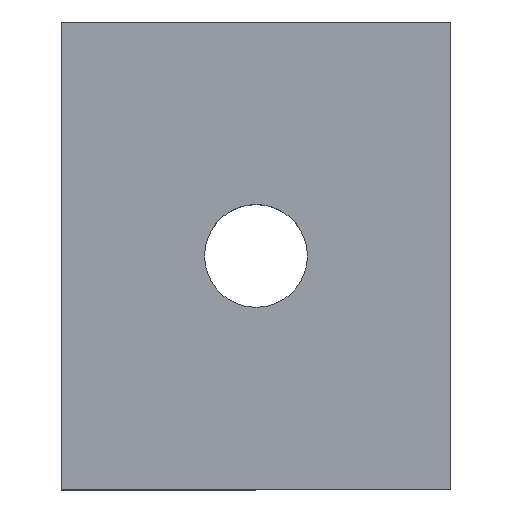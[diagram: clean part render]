
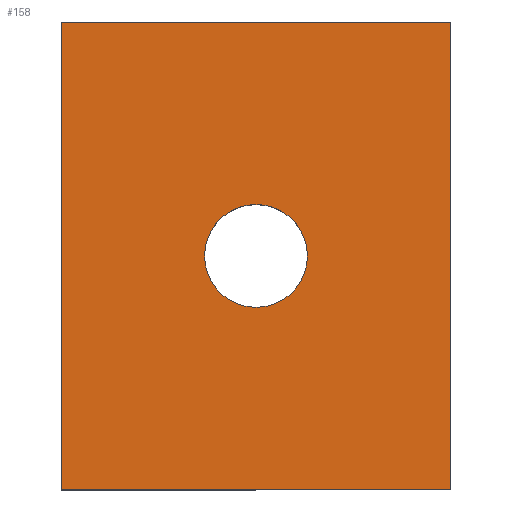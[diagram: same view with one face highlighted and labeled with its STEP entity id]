
A CAD part, top view. The second image highlights one B-rep face of the part: STEP entity #158.
In plain terms, the highlighted planar face has unit normal (0, 0, 1).
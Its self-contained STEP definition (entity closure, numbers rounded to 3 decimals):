
#1 = CARTESIAN_POINT ( 'NONE',  ( 12.5, 15., 6. ) ) ;
#11 = CARTESIAN_POINT ( 'NONE',  ( 9.2, 15., 6. ) ) ;
#25 = DIRECTION ( 'NONE',  ( 0., 1., 0. ) ) ;
#26 = FACE_BOUND ( 'NONE', #141, .T. ) ;
#27 = CARTESIAN_POINT ( 'NONE',  ( 25., 0., 6. ) ) ;
#29 = LINE ( 'NONE', #27, #253 ) ;
#30 = CARTESIAN_POINT ( 'NONE',  ( 0., 0., 6. ) ) ;
#31 = CARTESIAN_POINT ( 'NONE',  ( 0., 30., 6. ) ) ;
#32 = DIRECTION ( 'NONE',  ( -1., 0., 0. ) ) ;
#42 = DIRECTION ( 'NONE',  ( 1., 0., 0. ) ) ;
#45 = AXIS2_PLACEMENT_3D ( 'NONE', #87, #193, #194 ) ;
#48 = EDGE_CURVE ( 'NONE', #65, #117, #233, .T. ) ;
#50 = DIRECTION ( 'NONE',  ( 1., 0., 0. ) ) ;
#53 = VERTEX_POINT ( 'NONE', #58 ) ;
#56 = CARTESIAN_POINT ( 'NONE',  ( 0., 30., 6. ) ) ;
#58 = CARTESIAN_POINT ( 'NONE',  ( 25., 0., 6. ) ) ;
#59 = DIRECTION ( 'NONE',  ( 0., -1., 0. ) ) ;
#61 = AXIS2_PLACEMENT_3D ( 'NONE', #260, #261, #263 ) ;
#65 = VERTEX_POINT ( 'NONE', #56 ) ;
#66 = EDGE_CURVE ( 'NONE', #117, #53, #268, .T. ) ;
#78 = VECTOR ( 'NONE', #59, 1000. ) ;
#83 = CARTESIAN_POINT ( 'NONE',  ( 0., 0., 6. ) ) ;
#85 = EDGE_CURVE ( 'NONE', #53, #129, #29, .T. ) ;
#87 = CARTESIAN_POINT ( 'NONE',  ( 0., 0., 6. ) ) ;
#88 = CARTESIAN_POINT ( 'NONE',  ( 0., 0., 6. ) ) ;
#91 = DIRECTION ( 'NONE',  ( 0., 0., 1. ) ) ;
#93 = ORIENTED_EDGE ( 'NONE', *, *, #203, .F. ) ;
#95 = ORIENTED_EDGE ( 'NONE', *, *, #48, .T. ) ;
#99 = EDGE_CURVE ( 'NONE', #129, #65, #221, .T. ) ;
#111 = EDGE_CURVE ( 'NONE', #135, #116, #171, .T. ) ;
#116 = VERTEX_POINT ( 'NONE', #11 ) ;
#117 = VERTEX_POINT ( 'NONE', #30 ) ;
#126 = CIRCLE ( 'NONE', #61, 3.3 ) ;
#129 = VERTEX_POINT ( 'NONE', #227 ) ;
#135 = VERTEX_POINT ( 'NONE', #249 ) ;
#141 = EDGE_LOOP ( 'NONE', ( #93, #166 ) ) ;
#150 = VECTOR ( 'NONE', #32, 1000. ) ;
#155 = VECTOR ( 'NONE', #50, 1000. ) ;
#158 = ADVANCED_FACE ( 'NONE', ( #161, #26 ), #192, .F. ) ;
#161 = FACE_OUTER_BOUND ( 'NONE', #218, .T. ) ;
#166 = ORIENTED_EDGE ( 'NONE', *, *, #111, .F. ) ;
#171 = CIRCLE ( 'NONE', #262, 3.3 ) ;
#178 = ORIENTED_EDGE ( 'NONE', *, *, #99, .T. ) ;
#192 = PLANE ( 'NONE',  #45 ) ;
#193 = DIRECTION ( 'NONE',  ( 0., 0., -1. ) ) ;
#194 = DIRECTION ( 'NONE',  ( -1., 0., 0. ) ) ;
#203 = EDGE_CURVE ( 'NONE', #116, #135, #126, .T. ) ;
#218 = EDGE_LOOP ( 'NONE', ( #95, #272, #266, #178 ) ) ;
#221 = LINE ( 'NONE', #31, #150 ) ;
#227 = CARTESIAN_POINT ( 'NONE',  ( 25., 30., 6. ) ) ;
#233 = LINE ( 'NONE', #88, #78 ) ;
#249 = CARTESIAN_POINT ( 'NONE',  ( 15.8, 15., 6. ) ) ;
#253 = VECTOR ( 'NONE', #25, 1000. ) ;
#260 = CARTESIAN_POINT ( 'NONE',  ( 12.5, 15., 6. ) ) ;
#261 = DIRECTION ( 'NONE',  ( 0., 0., 1. ) ) ;
#262 = AXIS2_PLACEMENT_3D ( 'NONE', #1, #91, #42 ) ;
#263 = DIRECTION ( 'NONE',  ( 1., 0., 0. ) ) ;
#266 = ORIENTED_EDGE ( 'NONE', *, *, #85, .T. ) ;
#268 = LINE ( 'NONE', #83, #155 ) ;
#272 = ORIENTED_EDGE ( 'NONE', *, *, #66, .T. ) ;
